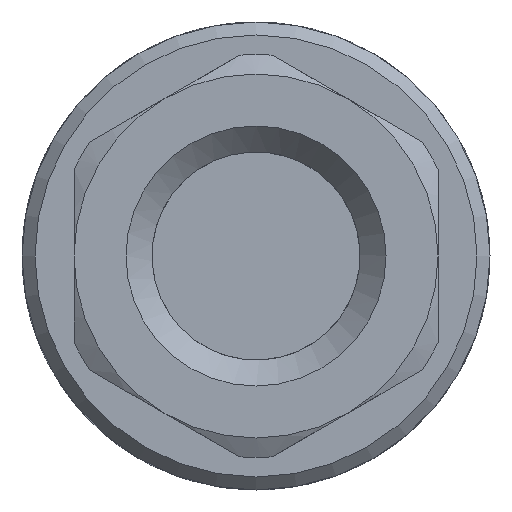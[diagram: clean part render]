
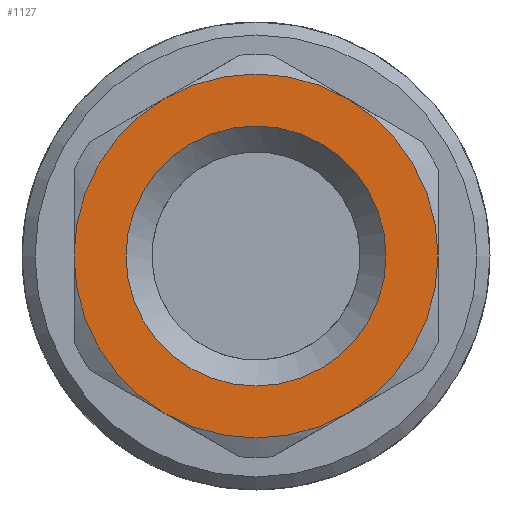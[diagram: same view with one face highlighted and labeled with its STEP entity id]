
A CAD part, front view. The second image highlights one B-rep face of the part: STEP entity #1127.
In plain terms, the highlighted planar face has unit normal (0, -1, 0).
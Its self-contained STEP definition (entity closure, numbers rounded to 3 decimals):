
#18=FACE_BOUND('',#218,.T.);
#42=PLANE('',#1270);
#143=FACE_OUTER_BOUND('',#217,.T.);
#217=EDGE_LOOP('',(#1011,#1012,#1013,#1014,#1015,#1016));
#218=EDGE_LOOP('',(#1017));
#257=CIRCLE('',#1192,5.);
#288=CIRCLE('',#1259,7.);
#289=CIRCLE('',#1261,7.);
#290=CIRCLE('',#1263,7.);
#291=CIRCLE('',#1265,7.);
#292=CIRCLE('',#1267,7.);
#293=CIRCLE('',#1269,7.);
#482=VERTEX_POINT('',#2210);
#527=VERTEX_POINT('',#3077);
#530=VERTEX_POINT('',#3089);
#533=VERTEX_POINT('',#3101);
#536=VERTEX_POINT('',#3113);
#539=VERTEX_POINT('',#3125);
#542=VERTEX_POINT('',#3137);
#605=EDGE_CURVE('',#482,#482,#257,.T.);
#701=EDGE_CURVE('',#542,#539,#288,.T.);
#702=EDGE_CURVE('',#527,#542,#289,.T.);
#703=EDGE_CURVE('',#530,#527,#290,.T.);
#704=EDGE_CURVE('',#533,#530,#291,.T.);
#705=EDGE_CURVE('',#536,#533,#292,.T.);
#706=EDGE_CURVE('',#539,#536,#293,.T.);
#1011=ORIENTED_EDGE('',*,*,#706,.F.);
#1012=ORIENTED_EDGE('',*,*,#701,.F.);
#1013=ORIENTED_EDGE('',*,*,#702,.F.);
#1014=ORIENTED_EDGE('',*,*,#703,.F.);
#1015=ORIENTED_EDGE('',*,*,#704,.F.);
#1016=ORIENTED_EDGE('',*,*,#705,.F.);
#1017=ORIENTED_EDGE('',*,*,#605,.T.);
#1127=ADVANCED_FACE('',(#143,#18),#42,.T.);
#1192=AXIS2_PLACEMENT_3D('',#2212,#1384,#1385);
#1259=AXIS2_PLACEMENT_3D('',#3160,#1557,#1558);
#1261=AXIS2_PLACEMENT_3D('',#3162,#1561,#1562);
#1263=AXIS2_PLACEMENT_3D('',#3164,#1565,#1566);
#1265=AXIS2_PLACEMENT_3D('',#3166,#1569,#1570);
#1267=AXIS2_PLACEMENT_3D('',#3168,#1573,#1574);
#1269=AXIS2_PLACEMENT_3D('',#3170,#1577,#1578);
#1270=AXIS2_PLACEMENT_3D('',#3171,#1579,#1580);
#1384=DIRECTION('center_axis',(0.,1.,0.));
#1385=DIRECTION('ref_axis',(-0.5,0.,-0.866));
#1557=DIRECTION('center_axis',(0.,1.,0.));
#1558=DIRECTION('ref_axis',(0.5,0.,0.866));
#1561=DIRECTION('center_axis',(0.,1.,0.));
#1562=DIRECTION('ref_axis',(0.5,0.,0.866));
#1565=DIRECTION('center_axis',(0.,1.,0.));
#1566=DIRECTION('ref_axis',(0.5,0.,0.866));
#1569=DIRECTION('center_axis',(0.,1.,0.));
#1570=DIRECTION('ref_axis',(0.5,0.,0.866));
#1573=DIRECTION('center_axis',(0.,1.,0.));
#1574=DIRECTION('ref_axis',(0.5,0.,0.866));
#1577=DIRECTION('center_axis',(0.,1.,0.));
#1578=DIRECTION('ref_axis',(0.5,0.,0.866));
#1579=DIRECTION('center_axis',(0.,-1.,0.));
#1580=DIRECTION('ref_axis',(-0.5,0.,-0.866));
#2210=CARTESIAN_POINT('',(262.5,-45.001,4.33));
#2212=CARTESIAN_POINT('Origin',(260.,-45.001,0.));
#3077=CARTESIAN_POINT('',(267.,-45.001,0.));
#3089=CARTESIAN_POINT('',(263.5,-45.001,6.062));
#3101=CARTESIAN_POINT('',(256.5,-45.001,6.062));
#3113=CARTESIAN_POINT('',(253.,-45.001,0.));
#3125=CARTESIAN_POINT('',(256.5,-45.001,-6.062));
#3137=CARTESIAN_POINT('',(263.5,-45.001,-6.062));
#3160=CARTESIAN_POINT('Origin',(260.,-45.001,0.));
#3162=CARTESIAN_POINT('Origin',(260.,-45.001,0.));
#3164=CARTESIAN_POINT('Origin',(260.,-45.001,0.));
#3166=CARTESIAN_POINT('Origin',(260.,-45.001,0.));
#3168=CARTESIAN_POINT('Origin',(260.,-45.001,0.));
#3170=CARTESIAN_POINT('Origin',(260.,-45.001,0.));
#3171=CARTESIAN_POINT('Origin',(260.,-45.001,0.));
